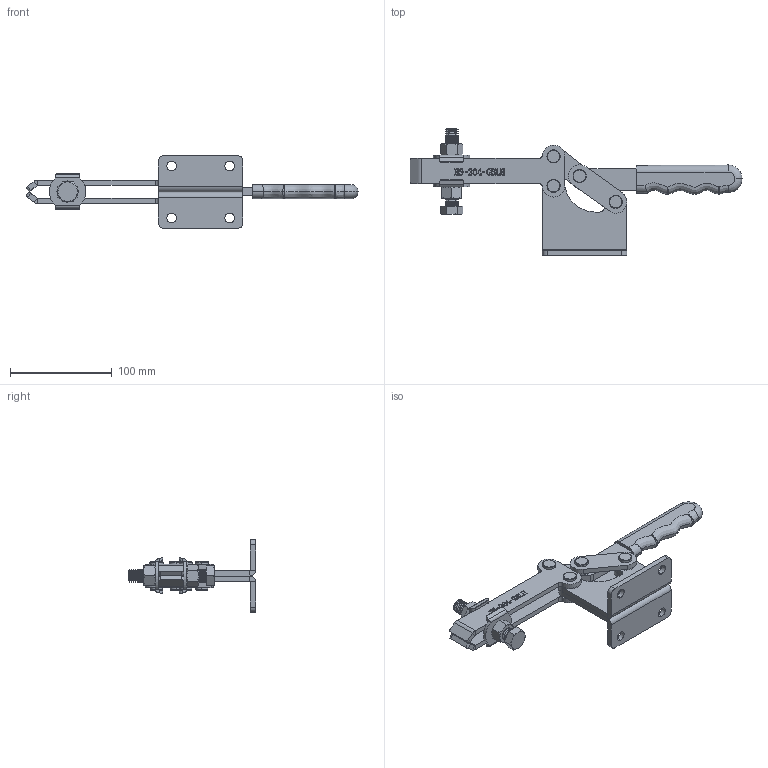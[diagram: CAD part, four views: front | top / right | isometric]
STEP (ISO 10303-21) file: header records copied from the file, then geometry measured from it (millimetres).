
FILE_DESCRIPTION (( 'STEP AP203' ), '1' );
FILE_NAME ('HS-204-GBLH .STEP', '2019-10-15T08:05:53', ( '微软用户' ), ( '微软中国' ), 'SwSTEP 2.0', 'SolidWorks 2012', '' );
FILE_SCHEMA (( 'CONFIG_CONTROL_DESIGN' ));
Length unit declared in the file: millimetre
Products named in the file (14): HS-204-GBLH ; hex finished bolt_ai_HFBOLT 0.5-13x3x3-S; hex nut_ai_HNUT 0.5000-13-D-N; FW-580; 揤參; 种; 忒梟; 忒參; 蟀裝; 菜え1; 菜え; 菁釱酘; 菁釱衵
Assembly tree (25 placements, depth 2):
  HS-204-GBLH 
    菁釱衵
    菁釱酘
    菜え  x4
    菜え1  x4
    蟀裝  x2
    忒參
    忒梟
    种  x4
    揤參
    揤參
    FW-580  x2
    hex nut_ai_HNUT 0.5000-13-D-N  x2
    hex finished bolt_ai_HFBOLT 0.5-13x3x3-S
Bounding box: 325.61 x 124.73 x 71 mm (x, y, z)
Volume: 205447.8 mm3; surface area: 99190.2 mm2
Topology: 25 solids, 25 shells, 1062 faces, 2733 edges, 1756 vertices
Faces by surface type: plane 433, cylinder 252, cone 212, bspline 159, torus 6
Entity records: 41830 total; most frequent: CARTESIAN_POINT 17820, ORIENTED_EDGE 4846, DIRECTION 4276, EDGE_CURVE 2423, VERTEX_POINT 1562, AXIS2_PLACEMENT_3D 1437, VECTOR 1402, LINE 1402
